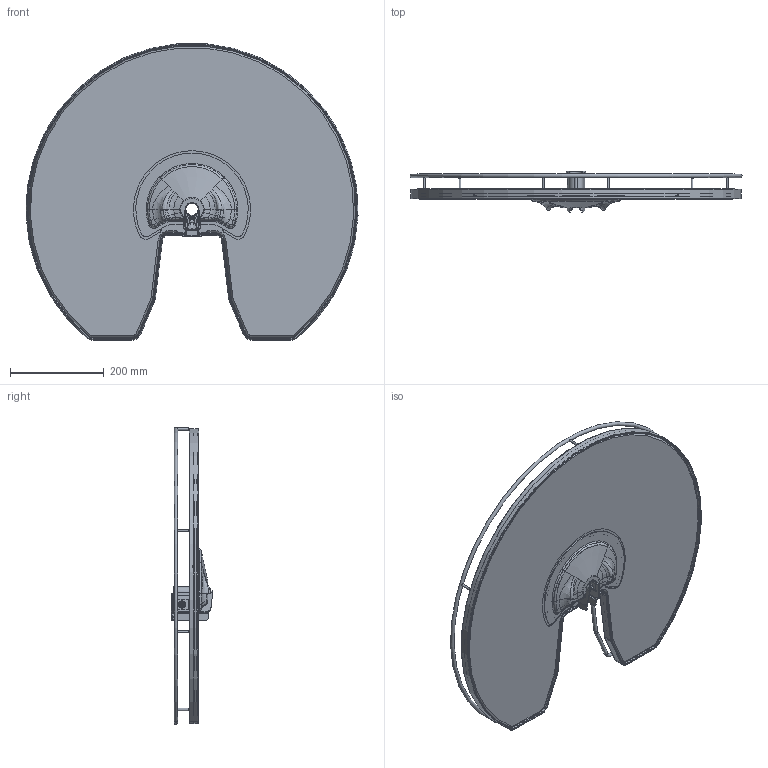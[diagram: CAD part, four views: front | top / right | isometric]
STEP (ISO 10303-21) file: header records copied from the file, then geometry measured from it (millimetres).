
FILE_DESCRIPTION(/* description */ (''),/* implementation_level */ '2;1');
FILE_NAME(/* name */ '3D_300-0418-XX.sat.ipt.stp',/* time_stamp */ '2023-01-13T09:22:01+01:00',/* author */ (''),/* organization */ (''),/* preprocessor_version */ 'ST-DEVELOPER v18.1',/* originating_system */ 'Autodesk Inventor 2021',/* authorisation */ '');
FILE_SCHEMA (('CONFIG_CONTROL_DESIGN'));
Length unit declared in the file: millimetre
Products named in the file (1): 3D_300-0418-XX.sat
Bounding box: 708.25 x 88.5 x 632.53 mm (x, y, z)
Volume: 3525905 mm3; surface area: 1001076.1 mm2
Topology: 13 solids, 319 shells, 1340 faces, 4255 edges, 3261 vertices
Faces by surface type: plane 563, bspline 422, cylinder 197, torus 95, cone 55, sphere 8
Full cylindrical faces by diameter (mm): 4.8 x7, 7.8 x8, 9.6 x1
Entity records: 74267 total; most frequent: CARTESIAN_POINT 36782, ORIENTED_EDGE 6887, DIRECTION 6785, EDGE_CURVE 4248, VERTEX_POINT 3261, LINE 2405, VECTOR 2405, AXIS2_PLACEMENT_3D 2190
